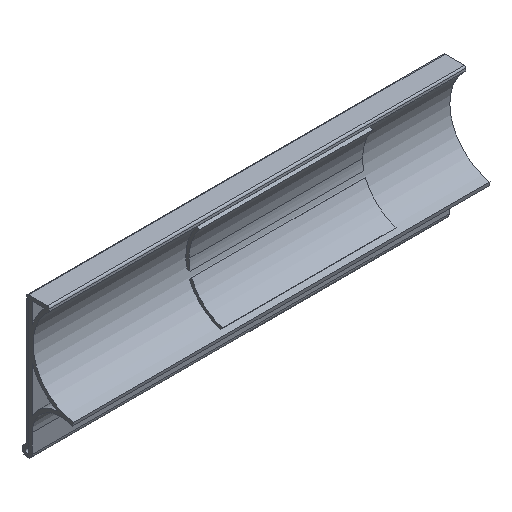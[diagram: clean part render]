
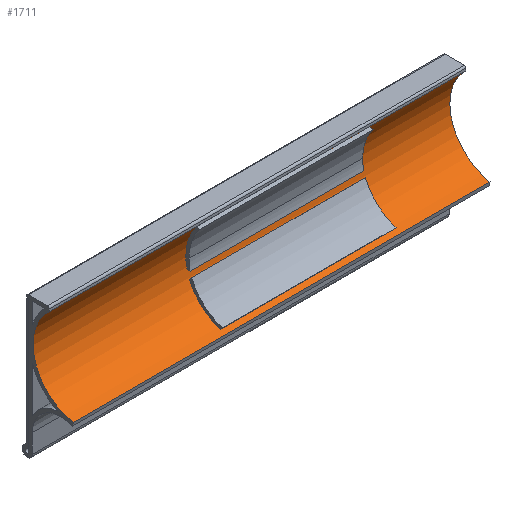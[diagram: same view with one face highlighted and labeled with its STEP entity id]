
A CAD part, isometric view. The second image highlights one B-rep face of the part: STEP entity #1711.
In plain terms, the highlighted cylindrical face has radius 14 mm (diameter 28 mm), a partial arc.
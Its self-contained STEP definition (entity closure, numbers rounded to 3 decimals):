
#36 = VERTEX_POINT ( 'NONE', #1708 ) ;
#99 = CARTESIAN_POINT ( 'NONE',  ( 51., 0., 0. ) ) ;
#127 = LINE ( 'NONE', #727, #1419 ) ;
#246 = CARTESIAN_POINT ( 'NONE',  ( -69., 2.431, -13.787 ) ) ;
#283 = CARTESIAN_POINT ( 'NONE',  ( 51., 2.431, -13.787 ) ) ;
#305 = AXIS2_PLACEMENT_3D ( 'NONE', #1580, #1432, #321 ) ;
#307 = VERTEX_POINT ( 'NONE', #283 ) ;
#321 = DIRECTION ( 'NONE',  ( 0., 0., 1. ) ) ;
#332 = EDGE_CURVE ( 'NONE', #307, #949, #127, .T. ) ;
#334 = EDGE_LOOP ( 'NONE', ( #1736, #1767, #1695, #1254 ) ) ;
#379 = CARTESIAN_POINT ( 'NONE',  ( -69., 0., 0. ) ) ;
#424 = CARTESIAN_POINT ( 'NONE',  ( 51., 9.368, 10.404 ) ) ;
#532 = VERTEX_POINT ( 'NONE', #1454 ) ;
#536 = EDGE_CURVE ( 'NONE', #307, #36, #596, .T. ) ;
#596 = CIRCLE ( 'NONE', #1277, 14. ) ;
#642 = DIRECTION ( 'NONE',  ( 0., 0., 1. ) ) ;
#677 = EDGE_CURVE ( 'NONE', #949, #532, #1188, .T. ) ;
#727 = CARTESIAN_POINT ( 'NONE',  ( 51., 2.431, -13.787 ) ) ;
#746 = VECTOR ( 'NONE', #1116, 1000. ) ;
#859 = DIRECTION ( 'NONE',  ( -1., 0., 0. ) ) ;
#914 = DIRECTION ( 'NONE',  ( 1., 0., 0. ) ) ;
#949 = VERTEX_POINT ( 'NONE', #246 ) ;
#1097 = CYLINDRICAL_SURFACE ( 'NONE', #305, 14. ) ;
#1116 = DIRECTION ( 'NONE',  ( 1., 0., 0. ) ) ;
#1188 = CIRCLE ( 'NONE', #1466, 14. ) ;
#1211 = DIRECTION ( 'NONE',  ( 1., 0., 0. ) ) ;
#1229 = DIRECTION ( 'NONE',  ( 0., 0., 1. ) ) ;
#1254 = ORIENTED_EDGE ( 'NONE', *, *, #332, .F. ) ;
#1277 = AXIS2_PLACEMENT_3D ( 'NONE', #99, #914, #642 ) ;
#1419 = VECTOR ( 'NONE', #859, 1000. ) ;
#1432 = DIRECTION ( 'NONE',  ( -1., 0., 0. ) ) ;
#1454 = CARTESIAN_POINT ( 'NONE',  ( -69., 9.368, 10.404 ) ) ;
#1466 = AXIS2_PLACEMENT_3D ( 'NONE', #379, #1211, #1229 ) ;
#1510 = FACE_OUTER_BOUND ( 'NONE', #334, .T. ) ;
#1563 = EDGE_CURVE ( 'NONE', #532, #36, #1779, .T. ) ;
#1580 = CARTESIAN_POINT ( 'NONE',  ( 51., 0., 0. ) ) ;
#1695 = ORIENTED_EDGE ( 'NONE', *, *, #677, .F. ) ;
#1708 = CARTESIAN_POINT ( 'NONE',  ( 51., 9.368, 10.404 ) ) ;
#1711 = ADVANCED_FACE ( 'NONE', ( #1510 ), #1097, .F. ) ;
#1736 = ORIENTED_EDGE ( 'NONE', *, *, #536, .T. ) ;
#1767 = ORIENTED_EDGE ( 'NONE', *, *, #1563, .F. ) ;
#1779 = LINE ( 'NONE', #424, #746 ) ;
